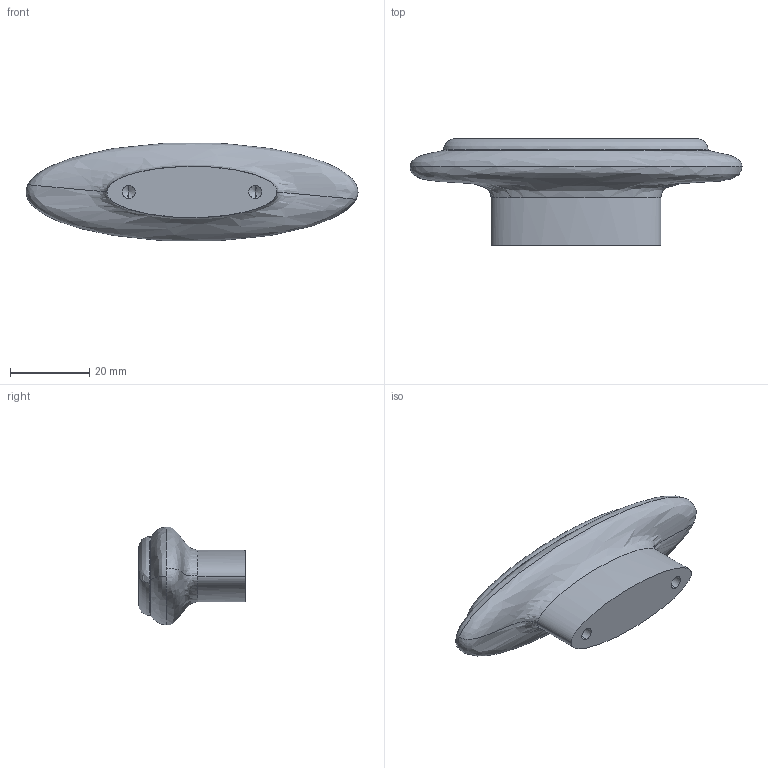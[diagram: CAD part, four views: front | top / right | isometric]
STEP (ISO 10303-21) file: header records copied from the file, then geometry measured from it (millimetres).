
FILE_DESCRIPTION (( 'STEP AP214' ), '1' );
FILE_NAME ('F003237,F003238_3D.step', '2022-08-15T13:05:22', ( '' ), ( '' ), 'SwSTEP 2.0', 'SolidWorks 2020', '' );
FILE_SCHEMA (( 'AUTOMOTIVE_DESIGN' ));
Length unit declared in the file: millimetre
Products named in the file (1): F003237,F003238_3D
Bounding box: 84 x 27 x 24.69 mm (x, y, z)
Volume: 21987.5 mm3; surface area: 7993.4 mm2
Topology: 2 solids, 2 shells, 22 faces, 48 edges, 28 vertices
Faces by surface type: bspline 10, plane 4, cylinder 4, cone 4
Entity records: 1650 total; most frequent: CARTESIAN_POINT 1182, ORIENTED_EDGE 88, DIRECTION 58, EDGE_CURVE 44, VERTEX_POINT 28, EDGE_LOOP 24, AXIS2_PLACEMENT_3D 23, FACE_OUTER_BOUND 22
